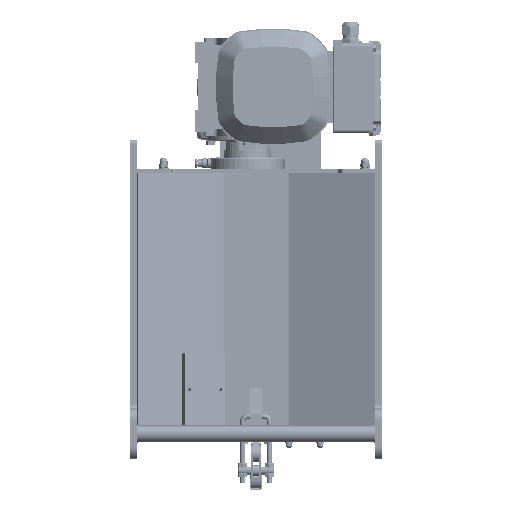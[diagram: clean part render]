
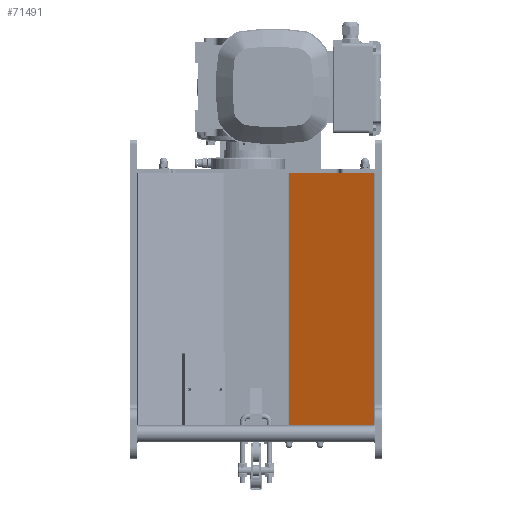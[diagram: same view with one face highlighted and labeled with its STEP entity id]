
A CAD part, left-side view. The second image highlights one B-rep face of the part: STEP entity #71491.
In plain terms, the highlighted planar face has unit normal (-0.932, 0.363, 0).
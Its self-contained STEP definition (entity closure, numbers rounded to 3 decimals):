
#5975=LINE('',#118099,#11261);
#6304=LINE('',#119552,#11590);
#6739=LINE('',#121956,#12025);
#6740=LINE('',#121958,#12026);
#11261=VECTOR('',#92509,10.);
#11590=VECTOR('',#93770,10.);
#12025=VECTOR('',#95349,10.);
#12026=VECTOR('',#95352,10.);
#17017=FACE_OUTER_BOUND('',#21395,.T.);
#21395=EDGE_LOOP('',(#57723,#57724,#57725,#57726));
#30319=VERTEX_POINT('',#118065);
#30335=VERTEX_POINT('',#118097);
#30691=VERTEX_POINT('',#119549);
#30692=VERTEX_POINT('',#119551);
#38880=EDGE_CURVE('',#30319,#30335,#5975,.T.);
#39483=EDGE_CURVE('',#30692,#30691,#6304,.T.);
#40296=EDGE_CURVE('',#30335,#30692,#6739,.T.);
#40297=EDGE_CURVE('',#30319,#30691,#6740,.T.);
#57723=ORIENTED_EDGE('',*,*,#39483,.T.);
#57724=ORIENTED_EDGE('',*,*,#40297,.F.);
#57725=ORIENTED_EDGE('',*,*,#38880,.T.);
#57726=ORIENTED_EDGE('',*,*,#40296,.T.);
#64181=PLANE('',#78098);
#71491=ADVANCED_FACE('',(#17017),#64181,.T.);
#78098=AXIS2_PLACEMENT_3D('',#121957,#95350,#95351);
#92509=DIRECTION('',(0.363,0.932,0.));
#93770=DIRECTION('',(-0.363,-0.932,0.));
#95349=DIRECTION('',(0.,0.,-1.));
#95350=DIRECTION('center_axis',(-0.932,0.363,0.));
#95351=DIRECTION('ref_axis',(0.,0.,
-1.));
#95352=DIRECTION('',(0.,0.,-1.));
#118065=CARTESIAN_POINT('',(-152.795,9.09,150.));
#118097=CARTESIAN_POINT('',(-113.205,110.633,150.));
#118099=CARTESIAN_POINT('',(-152.795,9.09,150.));
#119549=CARTESIAN_POINT('',(-152.795,9.09,-150.));
#119551=CARTESIAN_POINT('',(-113.205,110.633,-150.));
#119552=CARTESIAN_POINT('',(-152.795,9.09,-150.));
#121956=CARTESIAN_POINT('',(-113.205,110.633,150.));
#121957=CARTESIAN_POINT('Origin',(-113.205,110.633,150.));
#121958=CARTESIAN_POINT('',(-152.795,9.09,150.));
